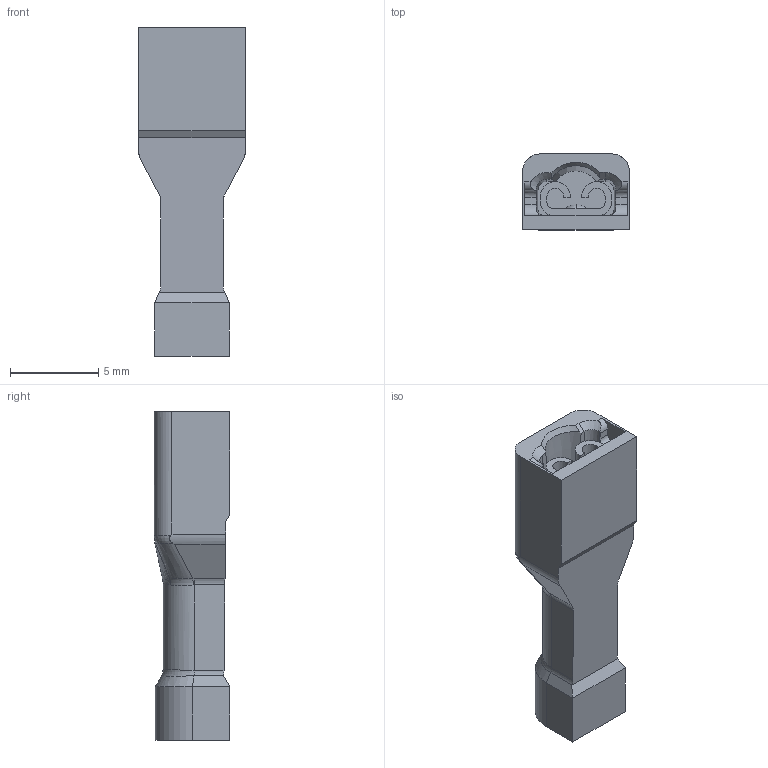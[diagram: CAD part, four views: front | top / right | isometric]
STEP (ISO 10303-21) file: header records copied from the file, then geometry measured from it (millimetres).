
FILE_DESCRIPTION((''),'2;1');
FILE_NAME('C-2-520979-2','2019-10-14T04:54:19',('workeradm'),('TE Connectivity Ltd.'),'CREO PARAMETRIC BY PTC INC, 2019030','CREO PARAMETRIC BY PTC INC, 2019030','');
FILE_SCHEMA(('AUTOMOTIVE_DESIGN { 1 0 10303 214 1 1 1 1 }'));
Length unit declared in the file: millimetre
Products named in the file (1): C-2-520979-2
Bounding box: 6.07 x 4.31 x 18.67 mm (x, y, z)
Volume: 271.9 mm3; surface area: 547.2 mm2
Topology: 1 solids, 1 shells, 98 faces, 264 edges, 169 vertices
Faces by surface type: plane 45, cylinder 26, bspline 15, cone 10, sphere 2
Entity records: 4730 total; most frequent: CARTESIAN_POINT 2316, ORIENTED_EDGE 524, DIRECTION 422, EDGE_CURVE 262, VERTEX_POINT 169, VECTOR 146, LINE 146, AXIS2_PLACEMENT_3D 138
